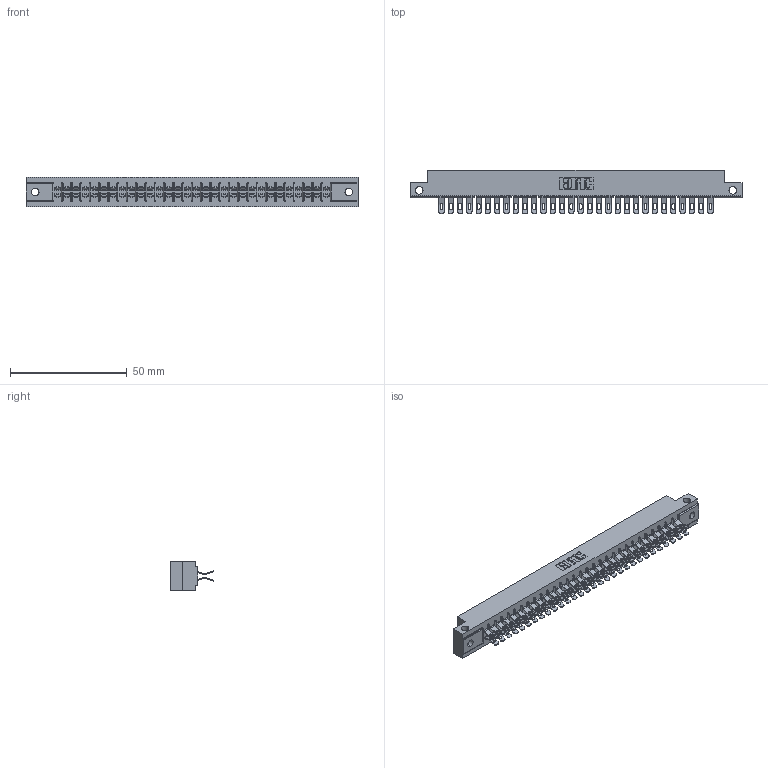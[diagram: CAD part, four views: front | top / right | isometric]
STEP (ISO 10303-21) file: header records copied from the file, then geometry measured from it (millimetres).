
FILE_DESCRIPTION (( 'STEP AP203' ), '1' );
FILE_NAME ('355-060-555-212.STEP', '2020-09-20T08:38:08', ( '' ), ( '' ), 'SwSTEP 2.0', 'SolidWorks 2020', '' );
FILE_SCHEMA (( 'CONFIG_CONTROL_DESIGN' ));
Length unit declared in the file: inch
Products named in the file (3): 305-290-001_555; 355-060-555-212; 305 Part_.128 Dia
Assembly tree (61 placements, depth 2):
  355-060-555-212
    305 Part_.128 Dia
    305-290-001_555  x60
Bounding box: 141.88 x 18.41 x 12.7 mm (x, y, z)
Volume: 14701.2 mm3; surface area: 19646.1 mm2
Topology: 61 solids, 61 shells, 4088 faces, 12202 edges, 7968 vertices
Faces by surface type: plane 1988, cylinder 1980, sphere 120
Entity records: 34973 total; most frequent: CARTESIAN_POINT 5854, ORIENTED_EDGE 5756, DIRECTION 5606, EDGE_CURVE 2878, LINE 2278, VECTOR 2278, VERTEX_POINT 1832, AXIS2_PLACEMENT_3D 1664
